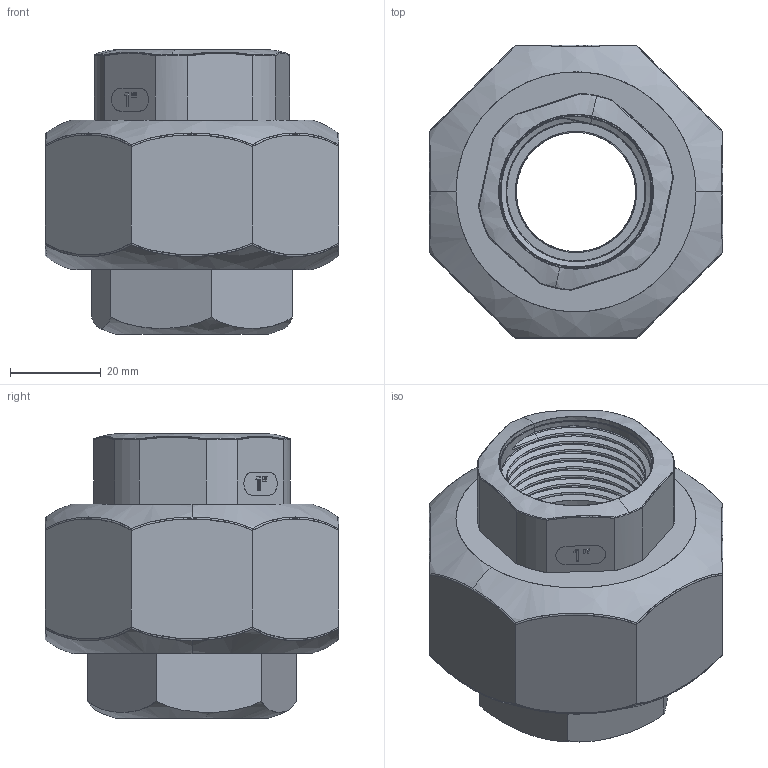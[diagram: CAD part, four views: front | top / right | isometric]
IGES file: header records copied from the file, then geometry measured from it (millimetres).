
Start section: SolidWorks IGES file using NURBS representation for surfaces
Global section: file name: 01 01 1014 100.IGS; native system: SolidWorks 2020; preprocessor: SolidWorks 2020; author: FRodrigues; date: 210421.154140; units: millimetre
Bounding box: 64.8 x 64.8 x 62.76 mm (x, y, z)
Surface area: 23675.1 mm2 (no closed solid volume)
Topology: 0 solids, 0 shells, 241 faces, 3739 edges, 3723 vertices
Faces by surface type: bspline 241
